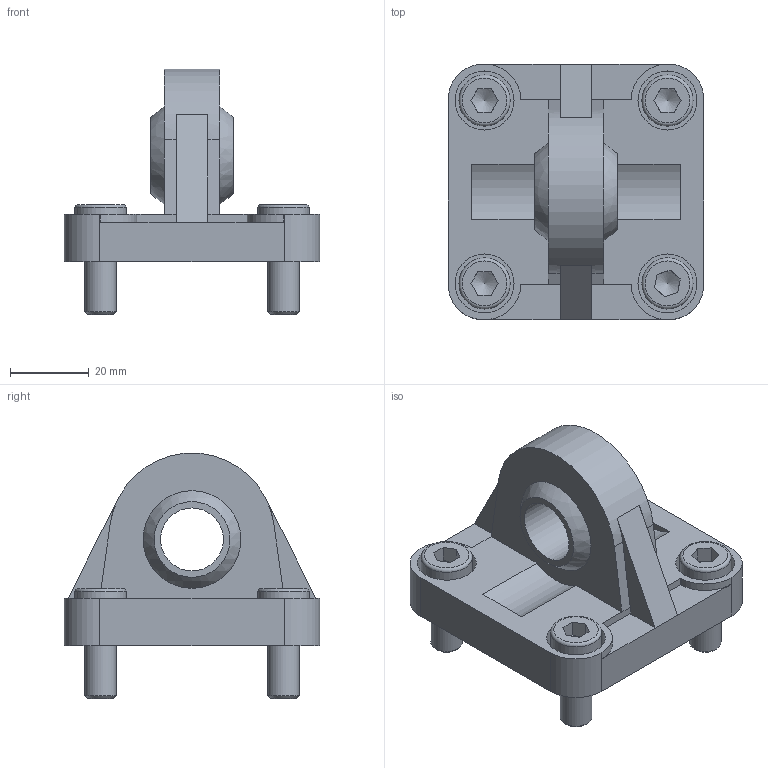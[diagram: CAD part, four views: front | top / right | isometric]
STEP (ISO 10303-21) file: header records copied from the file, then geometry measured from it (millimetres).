
FILE_DESCRIPTION(/* description */ (''),/* implementation_level */ '2;1');
FILE_NAME(/* name */ 'CAD_9296.stp',/* time_stamp */ '2016-06-09T18:15:50+02:00',/* author */ ('Hypex'),/* organization */ ('Hypex'),/* preprocessor_version */ 'ST-DEVELOPER v16.1',/* originating_system */ 'Autodesk Inventor 2016',/* authorisation */ '');
FILE_SCHEMA (('AUTOMOTIVE_DESIGN { 1 0 10303 214 3 1 1 }'));
Length unit declared in the file: millimetre
Products named in the file (1): CAD_9296
Bounding box: 65 x 65 x 62.43 mm (x, y, z)
Volume: 63739.6 mm3; surface area: 22141.3 mm2
Topology: 1 solids, 1 shells, 122 faces, 287 edges, 186 vertices
Faces by surface type: plane 75, cylinder 29, torus 8, cone 8, sphere 2
Full cylindrical faces by diameter (mm): 8 x4, 9 x4, 13 x4, 15 x4, 16 x1, 40 x1
Entity records: 3383 total; most frequent: CARTESIAN_POINT 594, DIRECTION 545, ORIENTED_EDGE 490, EDGE_CURVE 245, AXIS2_PLACEMENT_3D 201, EDGE_LOOP 179, VERTEX_POINT 178, LINE 143
